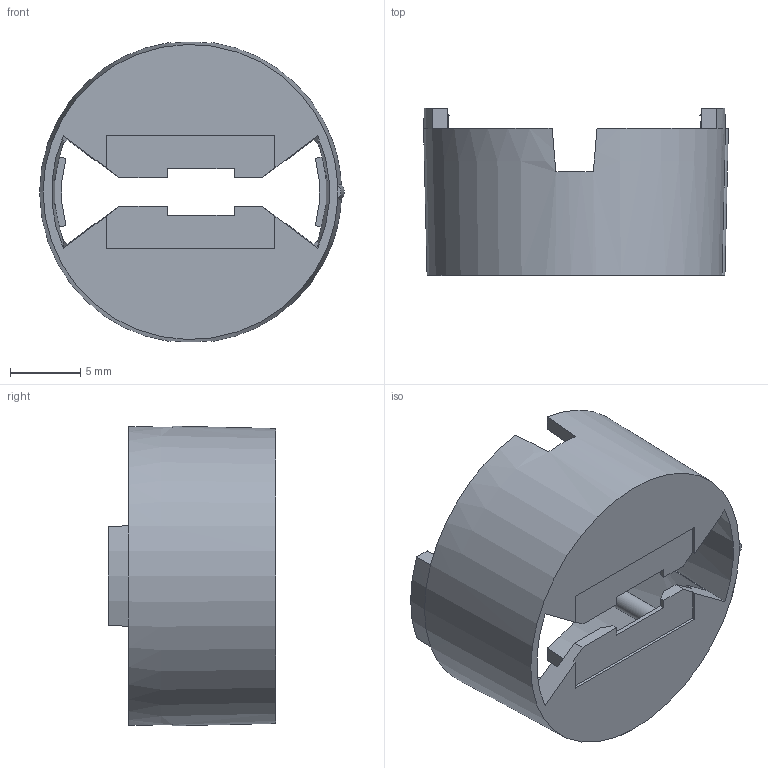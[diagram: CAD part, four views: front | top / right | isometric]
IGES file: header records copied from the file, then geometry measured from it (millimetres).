
Start section:  PTC IGES file: 60459-iss4-210508.igs
Global section: file name: 60459-iss4-210508.igs; native system: Pro/ENGINEER by Parametric Technology Corporation; preprocessor: 2008090; author: kendallm; organization: Unknown; date: 20080523.093126; units: millimetre
Bounding box: 21.69 x 11.9 x 21.33 mm (x, y, z)
Volume: 892.1 mm3; surface area: 1953.6 mm2
Topology: 1 solids, 1 shells, 107 faces, 286 edges, 180 vertices
Faces by surface type: bspline 67, revolution 40
